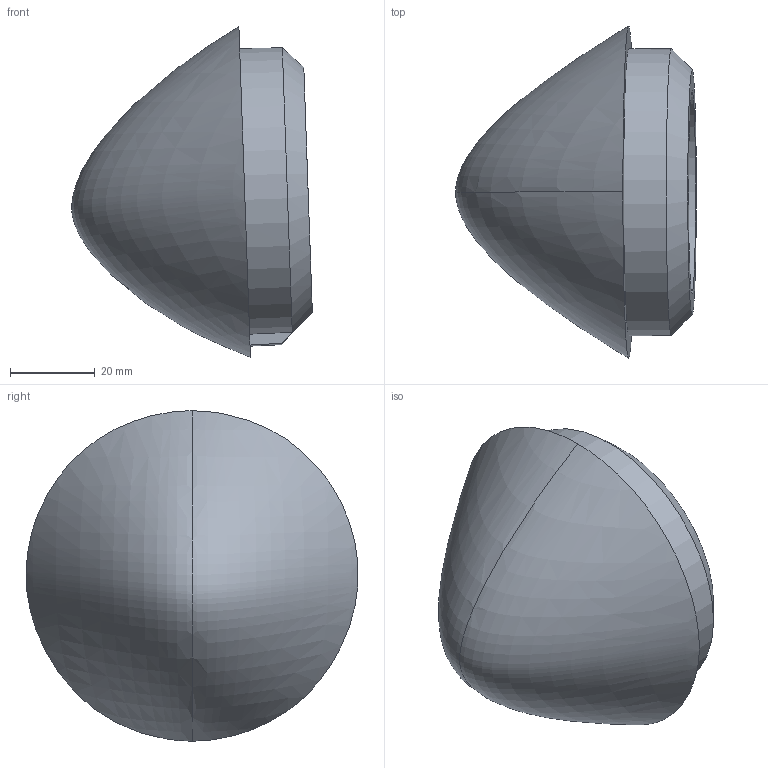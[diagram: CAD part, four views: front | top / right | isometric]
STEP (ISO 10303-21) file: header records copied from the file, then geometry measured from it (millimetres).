
FILE_DESCRIPTION(/* description */ (''),/* implementation_level */ '2;1');
FILE_NAME(/* name */ '奋斗者机头罩.stp',/* time_stamp */ '2021-06-15T09:27:36+08:00',/* author */ (''),/* organization */ (''),/* preprocessor_version */ 'ST-DEVELOPER v16.7',/* originating_system */ 'SIEMENS PLM Software NX 12.0',/* authorisation */ '');
FILE_SCHEMA (('AP203_CONFIGURATION_CONTROLLED_3D_DESIGN_OF_MECHANICAL_PARTS_AND_ASSEMBLIES_MIM_LF { 1 0 10303 403 2 1 2}'));
Length unit declared in the file: millimetre
Products named in the file (1): Admi2908668Epyly
Bounding box: 56.9 x 78.49 x 78.12 mm (x, y, z)
Volume: 76702.4 mm3; surface area: 20402.1 mm2
Topology: 1 solids, 1 shells, 12 faces, 24 edges, 16 vertices
Faces by surface type: bspline 4, plane 4, cone 3, cylinder 1
Full cylindrical faces by diameter (mm): 48 x1
Entity records: 10103 total; most frequent: CARTESIAN_POINT 9798, ORIENTED_EDGE 40, DIRECTION 32, EDGE_CURVE 20, EDGE_LOOP 16, AXIS2_PLACEMENT_3D 15, VERTEX_POINT 14, ADVANCED_FACE 12
